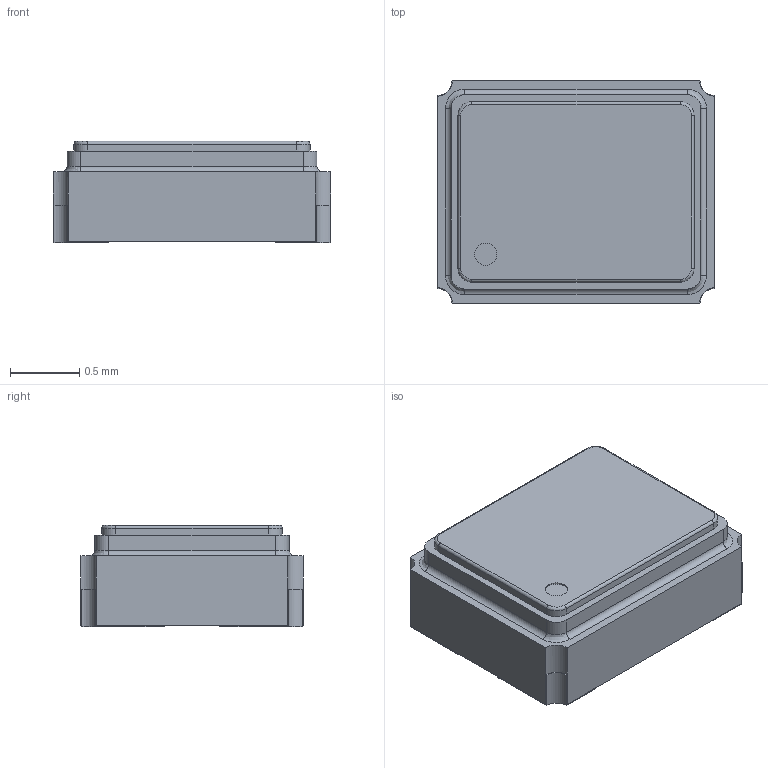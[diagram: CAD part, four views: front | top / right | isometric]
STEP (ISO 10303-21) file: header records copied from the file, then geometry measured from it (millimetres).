
FILE_DESCRIPTION (( 'STEP AP214' ), '1' );
FILE_NAME ('User Library-TG-5006CJ.STEP', '2022-02-22T17:02:00', ( '' ), ( '' ), 'SwSTEP 2.0', 'SolidWorks 2021', '' );
FILE_SCHEMA (( 'AUTOMOTIVE_DESIGN' ));
Length unit declared in the file: millimetre
Products named in the file (1): User Library-TG-5006CJ
Bounding box: 2 x 1.6 x 0.73 mm (x, y, z)
Volume: 2.1 mm3; surface area: 11.1 mm2
Topology: 1 solids, 1 shells, 88 faces, 233 edges, 150 vertices
Faces by surface type: plane 50, cylinder 30, bspline 8
Entity records: 3071 total; most frequent: CARTESIAN_POINT 624, ORIENTED_EDGE 466, DIRECTION 455, EDGE_CURVE 233, LINE 157, VECTOR 157, VERTEX_POINT 150, AXIS2_PLACEMENT_3D 149
